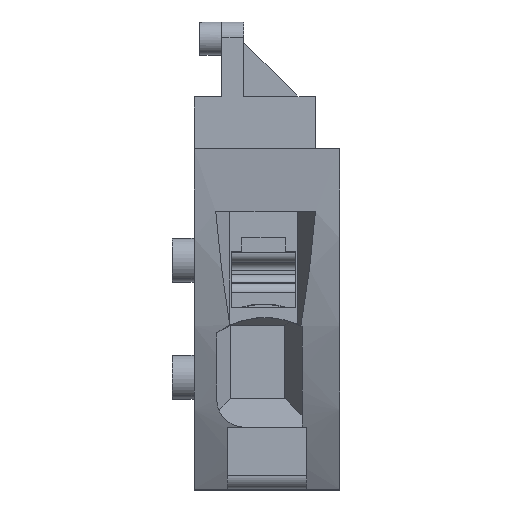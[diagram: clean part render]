
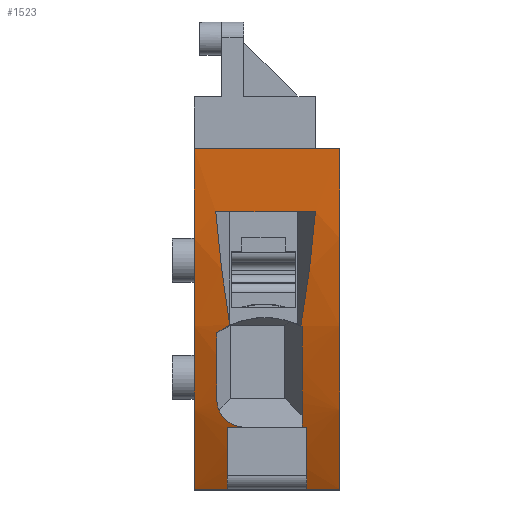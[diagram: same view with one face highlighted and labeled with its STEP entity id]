
A CAD part, top view. The second image highlights one B-rep face of the part: STEP entity #1523.
In plain terms, the highlighted cylindrical face has radius 26 mm (diameter 52 mm), a partial arc.
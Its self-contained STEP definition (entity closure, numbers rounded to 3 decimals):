
#359=AXIS2_PLACEMENT_3D('Circle Axis2P3D',#357,#358,$) ;
#383=AXIS2_PLACEMENT_3D('Circle Axis2P3D',#381,#382,$) ;
#1372=AXIS2_PLACEMENT_3D('Cylinder Axis2P3D',#1369,#1370,#1371) ;
#1409=AXIS2_PLACEMENT_3D('Circle Axis2P3D',#1407,#1408,$) ;
#1416=AXIS2_PLACEMENT_3D('Circle Axis2P3D',#1414,#1415,$) ;
#1430=AXIS2_PLACEMENT_3D('Circle Axis2P3D',#1428,#1429,$) ;
#1435=AXIS2_PLACEMENT_3D('Circle Axis2P3D',#1433,#1434,$) ;
#1442=AXIS2_PLACEMENT_3D('Circle Axis2P3D',#1440,#1441,$) ;
#1481=AXIS2_PLACEMENT_3D('Circle Axis2P3D',#1479,#1480,$) ;
#1496=AXIS2_PLACEMENT_3D('Circle Axis2P3D',#1494,#1495,$) ;
#307=CARTESIAN_POINT('Vertex',(6.1,0.,19.666)) ;
#354=CARTESIAN_POINT('Vertex',(6.1,12.38,23.668)) ;
#357=CARTESIAN_POINT('Axis2P3D Location',(6.1,13.932,-2.286)) ;
#381=CARTESIAN_POINT('Axis2P3D Location',(0.8,13.932,-2.286)) ;
#385=CARTESIAN_POINT('Vertex',(0.8,0.,19.666)) ;
#387=CARTESIAN_POINT('Vertex',(0.8,12.38,23.668)) ;
#1206=CARTESIAN_POINT('Line Origine',(5.5,0.,19.666)) ;
#1210=CARTESIAN_POINT('Vertex',(4.9,0.,19.666)) ;
#1231=CARTESIAN_POINT('Vertex',(2.,0.,19.666)) ;
#1234=CARTESIAN_POINT('Line Origine',(1.4,0.,19.666)) ;
#1356=CARTESIAN_POINT('Line Origine',(3.45,12.38,23.668)) ;
#1369=CARTESIAN_POINT('Axis2P3D Location',(-3.45,13.932,-2.286)) ;
#1375=CARTESIAN_POINT('Control Point',(1.585,10.086,23.428)) ;
#1376=CARTESIAN_POINT('Control Point',(1.697,8.683,23.218)) ;
#1377=CARTESIAN_POINT('Control Point',(1.87,7.302,22.894)) ;
#1378=CARTESIAN_POINT('Control Point',(2.1,5.965,22.464)) ;
#1379=CARTESIAN_POINT('Vertex',(1.585,10.086,23.428)) ;
#1381=CARTESIAN_POINT('Vertex',(2.1,5.965,22.464)) ;
#1384=CARTESIAN_POINT('Line Origine',(-6.84,10.086,23.428)) ;
#1388=CARTESIAN_POINT('Vertex',(5.212,10.086,23.428)) ;
#1392=CARTESIAN_POINT('Control Point',(5.212,10.086,23.428)) ;
#1393=CARTESIAN_POINT('Control Point',(5.097,8.676,23.217)) ;
#1394=CARTESIAN_POINT('Control Point',(4.919,7.288,22.891)) ;
#1395=CARTESIAN_POINT('Control Point',(4.683,5.946,22.457)) ;
#1396=CARTESIAN_POINT('Vertex',(4.683,5.946,22.457)) ;
#1400=CARTESIAN_POINT('Control Point',(4.725,5.925,22.451)) ;
#1401=CARTESIAN_POINT('Control Point',(4.711,5.932,22.453)) ;
#1402=CARTESIAN_POINT('Control Point',(4.697,5.939,22.455)) ;
#1403=CARTESIAN_POINT('Control Point',(4.683,5.946,22.457)) ;
#1404=CARTESIAN_POINT('Vertex',(4.725,5.925,22.451)) ;
#1407=CARTESIAN_POINT('Axis2P3D Location',(4.725,13.932,-2.286)) ;
#1411=CARTESIAN_POINT('Vertex',(4.725,3.57,21.56)) ;
#1414=CARTESIAN_POINT('Axis2P3D Location',(4.725,13.932,-2.286)) ;
#1418=CARTESIAN_POINT('Vertex',(4.725,2.256,20.945)) ;
#1421=CARTESIAN_POINT('Line Origine',(-6.84,2.256,20.945)) ;
#1425=CARTESIAN_POINT('Vertex',(4.9,2.256,20.945)) ;
#1428=CARTESIAN_POINT('Axis2P3D Location',(4.9,13.932,-2.286)) ;
#1433=CARTESIAN_POINT('Axis2P3D Location',(2.,13.932,-2.286)) ;
#1437=CARTESIAN_POINT('Vertex',(2.,2.182,20.908)) ;
#1440=CARTESIAN_POINT('Axis2P3D Location',(2.,13.932,-2.286)) ;
#1444=CARTESIAN_POINT('Vertex',(2.,2.256,20.945)) ;
#1447=CARTESIAN_POINT('Line Origine',(-6.84,2.256,20.945)) ;
#1451=CARTESIAN_POINT('Vertex',(2.625,2.256,20.945)) ;
#1455=CARTESIAN_POINT('Control Point',(2.625,2.256,20.945)) ;
#1456=CARTESIAN_POINT('Control Point',(2.453,2.256,20.945)) ;
#1457=CARTESIAN_POINT('Control Point',(2.282,2.296,20.965)) ;
#1458=CARTESIAN_POINT('Control Point',(2.128,2.373,21.004)) ;
#1459=CARTESIAN_POINT('Control Point',(2.,2.475,21.054)) ;
#1460=CARTESIAN_POINT('Vertex',(2.,2.475,21.054)) ;
#1464=CARTESIAN_POINT('Control Point',(2.,2.475,21.054)) ;
#1465=CARTESIAN_POINT('Control Point',(1.886,2.567,21.099)) ;
#1466=CARTESIAN_POINT('Control Point',(1.795,2.681,21.154)) ;
#1467=CARTESIAN_POINT('Control Point',(1.732,2.807,21.214)) ;
#1468=CARTESIAN_POINT('Vertex',(1.732,2.807,21.214)) ;
#1472=CARTESIAN_POINT('Control Point',(1.732,2.807,21.214)) ;
#1473=CARTESIAN_POINT('Control Point',(1.661,2.946,21.28)) ;
#1474=CARTESIAN_POINT('Control Point',(1.625,3.101,21.351)) ;
#1475=CARTESIAN_POINT('Control Point',(1.625,3.256,21.421)) ;
#1476=CARTESIAN_POINT('Vertex',(1.625,3.256,21.421)) ;
#1479=CARTESIAN_POINT('Axis2P3D Location',(1.625,13.932,-2.286)) ;
#1483=CARTESIAN_POINT('Vertex',(1.625,5.683,22.371)) ;
#1487=CARTESIAN_POINT('Control Point',(2.1,5.962,22.463)) ;
#1488=CARTESIAN_POINT('Control Point',(1.933,5.883,22.437)) ;
#1489=CARTESIAN_POINT('Control Point',(1.774,5.789,22.407)) ;
#1490=CARTESIAN_POINT('Control Point',(1.625,5.683,22.371)) ;
#1491=CARTESIAN_POINT('Vertex',(2.1,5.962,22.463)) ;
#1494=CARTESIAN_POINT('Axis2P3D Location',(2.1,13.932,-2.286)) ;
#358=DIRECTION('Axis2P3D Direction',(1.,0.,0.)) ;
#382=DIRECTION('Axis2P3D Direction',(-1.,0.,0.)) ;
#1207=DIRECTION('Vector Direction',(1.,0.,0.)) ;
#1235=DIRECTION('Vector Direction',(-1.,0.,0.)) ;
#1357=DIRECTION('Vector Direction',(1.,0.,0.)) ;
#1370=DIRECTION('Axis2P3D Direction',(1.,0.,0.)) ;
#1371=DIRECTION('Axis2P3D XDirection',(0.,-0.06,0.998)) ;
#1385=DIRECTION('Vector Direction',(1.,0.,0.)) ;
#1408=DIRECTION('Axis2P3D Direction',(1.,0.,0.)) ;
#1415=DIRECTION('Axis2P3D Direction',(1.,0.,0.)) ;
#1422=DIRECTION('Vector Direction',(1.,0.,0.)) ;
#1429=DIRECTION('Axis2P3D Direction',(1.,0.,0.)) ;
#1434=DIRECTION('Axis2P3D Direction',(1.,0.,0.)) ;
#1441=DIRECTION('Axis2P3D Direction',(1.,0.,0.)) ;
#1448=DIRECTION('Vector Direction',(1.,0.,0.)) ;
#1480=DIRECTION('Axis2P3D Direction',(1.,0.,0.)) ;
#1495=DIRECTION('Axis2P3D Direction',(1.,0.,0.)) ;
#1208=VECTOR('Line Direction',#1207,1.) ;
#1236=VECTOR('Line Direction',#1235,1.) ;
#1358=VECTOR('Line Direction',#1357,1.) ;
#1386=VECTOR('Line Direction',#1385,1.) ;
#1423=VECTOR('Line Direction',#1422,1.) ;
#1449=VECTOR('Line Direction',#1448,1.) ;
#1500=ORIENTED_EDGE('',*,*,#1383,.F.) ;
#1501=ORIENTED_EDGE('',*,*,#1390,.F.) ;
#1502=ORIENTED_EDGE('',*,*,#1398,.T.) ;
#1503=ORIENTED_EDGE('',*,*,#1406,.F.) ;
#1504=ORIENTED_EDGE('',*,*,#1413,.F.) ;
#1505=ORIENTED_EDGE('',*,*,#1420,.F.) ;
#1506=ORIENTED_EDGE('',*,*,#1427,.T.) ;
#1507=ORIENTED_EDGE('',*,*,#1432,.F.) ;
#1508=ORIENTED_EDGE('',*,*,#1212,.F.) ;
#1509=ORIENTED_EDGE('',*,*,#361,.T.) ;
#1510=ORIENTED_EDGE('',*,*,#1360,.F.) ;
#1511=ORIENTED_EDGE('',*,*,#389,.F.) ;
#1512=ORIENTED_EDGE('',*,*,#1238,.T.) ;
#1513=ORIENTED_EDGE('',*,*,#1439,.T.) ;
#1514=ORIENTED_EDGE('',*,*,#1446,.T.) ;
#1515=ORIENTED_EDGE('',*,*,#1453,.T.) ;
#1516=ORIENTED_EDGE('',*,*,#1462,.T.) ;
#1517=ORIENTED_EDGE('',*,*,#1470,.T.) ;
#1518=ORIENTED_EDGE('',*,*,#1478,.T.) ;
#1519=ORIENTED_EDGE('',*,*,#1485,.F.) ;
#1520=ORIENTED_EDGE('',*,*,#1493,.F.) ;
#1521=ORIENTED_EDGE('',*,*,#1498,.F.) ;
#1523=ADVANCED_FACE('GEHAEUSE',(#1522),#1373,.T.) ;
#1374=B_SPLINE_CURVE_WITH_KNOTS('',3,(#1375,#1376,#1377,#1378),.UNSPECIFIED.,.F.,.U.,(4,4),(0.025,6.062),.UNSPECIFIED.) ;
#1391=B_SPLINE_CURVE_WITH_KNOTS('',3,(#1392,#1393,#1394,#1395),.UNSPECIFIED.,.F.,.U.,(4,4),(0.,6.069),.UNSPECIFIED.) ;
#1399=B_SPLINE_CURVE_WITH_KNOTS('',3,(#1400,#1401,#1402,#1403),.UNSPECIFIED.,.F.,.U.,(4,4),(0.,0.067),.UNSPECIFIED.) ;
#1454=B_SPLINE_CURVE_WITH_KNOTS('',4,(#1455,#1456,#1457,#1458,#1459),.UNSPECIFIED.,.F.,.U.,(5,5),(0.,0.971),.UNSPECIFIED.) ;
#1463=B_SPLINE_CURVE_WITH_KNOTS('',3,(#1464,#1465,#1466,#1467),.UNSPECIFIED.,.F.,.U.,(4,4),(0.,0.648),.UNSPECIFIED.) ;
#1471=B_SPLINE_CURVE_WITH_KNOTS('',3,(#1472,#1473,#1474,#1475),.UNSPECIFIED.,.F.,.U.,(4,4),(1.619,2.341),.UNSPECIFIED.) ;
#1486=B_SPLINE_CURVE_WITH_KNOTS('',3,(#1487,#1488,#1489,#1490),.UNSPECIFIED.,.F.,.U.,(4,4),(3.855,4.646),.UNSPECIFIED.) ;
#360=CIRCLE('generated circle',#359,26.) ;
#384=CIRCLE('generated circle',#383,26.) ;
#1410=CIRCLE('generated circle',#1409,26.) ;
#1417=CIRCLE('generated circle',#1416,26.) ;
#1431=CIRCLE('generated circle',#1430,26.) ;
#1436=CIRCLE('generated circle',#1435,26.) ;
#1443=CIRCLE('generated circle',#1442,26.) ;
#1482=CIRCLE('generated circle',#1481,26.) ;
#1497=CIRCLE('generated circle',#1496,26.) ;
#1373=CYLINDRICAL_SURFACE('generated cylinder',#1372,26.) ;
#361=EDGE_CURVE('',#308,#355,#360,.F.) ;
#389=EDGE_CURVE('',#386,#388,#384,.T.) ;
#1212=EDGE_CURVE('',#308,#1211,#1209,.F.) ;
#1238=EDGE_CURVE('',#386,#1232,#1237,.F.) ;
#1360=EDGE_CURVE('',#388,#355,#1359,.T.) ;
#1383=EDGE_CURVE('',#1380,#1382,#1374,.T.) ;
#1390=EDGE_CURVE('',#1389,#1380,#1387,.F.) ;
#1398=EDGE_CURVE('',#1389,#1397,#1391,.T.) ;
#1406=EDGE_CURVE('',#1405,#1397,#1399,.T.) ;
#1413=EDGE_CURVE('',#1412,#1405,#1410,.F.) ;
#1420=EDGE_CURVE('',#1419,#1412,#1417,.F.) ;
#1427=EDGE_CURVE('',#1419,#1426,#1424,.T.) ;
#1432=EDGE_CURVE('',#1211,#1426,#1431,.F.) ;
#1439=EDGE_CURVE('',#1232,#1438,#1436,.F.) ;
#1446=EDGE_CURVE('',#1438,#1445,#1443,.F.) ;
#1453=EDGE_CURVE('',#1445,#1452,#1450,.T.) ;
#1462=EDGE_CURVE('',#1452,#1461,#1454,.T.) ;
#1470=EDGE_CURVE('',#1461,#1469,#1463,.T.) ;
#1478=EDGE_CURVE('',#1469,#1477,#1471,.T.) ;
#1485=EDGE_CURVE('',#1484,#1477,#1482,.T.) ;
#1493=EDGE_CURVE('',#1492,#1484,#1486,.T.) ;
#1498=EDGE_CURVE('',#1382,#1492,#1497,.T.) ;
#1499=EDGE_LOOP('',(#1500,#1501,#1502,#1503,#1504,#1505,#1506,#1507,#1508,#1509,#1510,#1511,#1512,#1513,#1514,#1515,#1516,#1517,#1518,#1519,#1520,#1521)) ;
#1522=FACE_OUTER_BOUND('',#1499,.T.) ;
#1209=LINE('Line',#1206,#1208) ;
#1237=LINE('Line',#1234,#1236) ;
#1359=LINE('Line',#1356,#1358) ;
#1387=LINE('Line',#1384,#1386) ;
#1424=LINE('Line',#1421,#1423) ;
#1450=LINE('Line',#1447,#1449) ;
#308=VERTEX_POINT('',#307) ;
#355=VERTEX_POINT('',#354) ;
#386=VERTEX_POINT('',#385) ;
#388=VERTEX_POINT('',#387) ;
#1211=VERTEX_POINT('',#1210) ;
#1232=VERTEX_POINT('',#1231) ;
#1380=VERTEX_POINT('',#1379) ;
#1382=VERTEX_POINT('',#1381) ;
#1389=VERTEX_POINT('',#1388) ;
#1397=VERTEX_POINT('',#1396) ;
#1405=VERTEX_POINT('',#1404) ;
#1412=VERTEX_POINT('',#1411) ;
#1419=VERTEX_POINT('',#1418) ;
#1426=VERTEX_POINT('',#1425) ;
#1438=VERTEX_POINT('',#1437) ;
#1445=VERTEX_POINT('',#1444) ;
#1452=VERTEX_POINT('',#1451) ;
#1461=VERTEX_POINT('',#1460) ;
#1469=VERTEX_POINT('',#1468) ;
#1477=VERTEX_POINT('',#1476) ;
#1484=VERTEX_POINT('',#1483) ;
#1492=VERTEX_POINT('',#1491) ;
